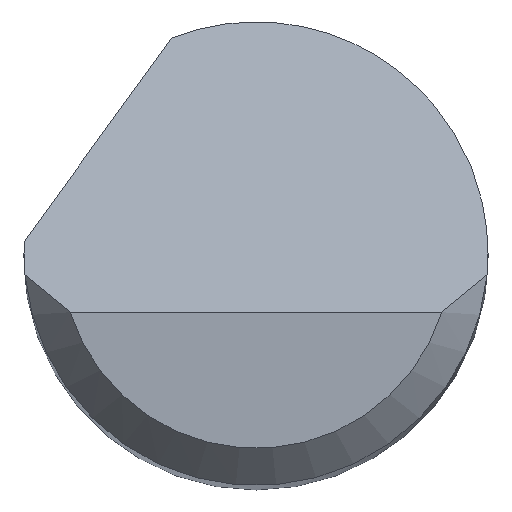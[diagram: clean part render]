
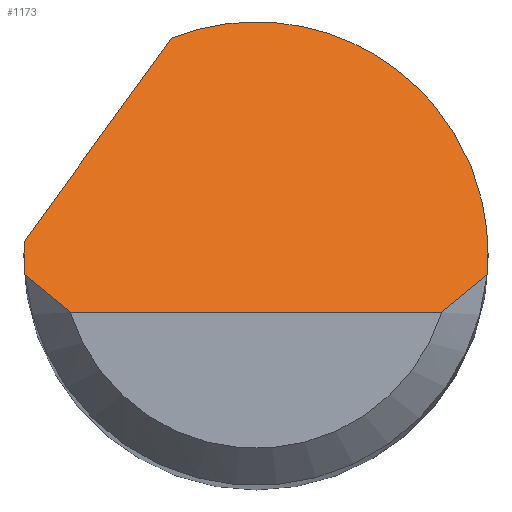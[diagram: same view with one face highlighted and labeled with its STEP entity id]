
A CAD part, top view. The second image highlights one B-rep face of the part: STEP entity #1173.
In plain terms, the highlighted planar face has unit normal (0, 0.707, 0.707).
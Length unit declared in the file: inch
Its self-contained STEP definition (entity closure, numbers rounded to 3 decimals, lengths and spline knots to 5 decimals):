
#4 = CARTESIAN_POINT ( 'NONE',  ( -0.09375, -0.02375, 1.5 ) ) ;
#12 = CARTESIAN_POINT ( 'NONE',  ( -0.08761, -0.01397, 1.49022 ) ) ;
#23 =( BOUNDED_CURVE ( )  B_SPLINE_CURVE ( 3, ( #1113, #632, #809, #113 ),
 .UNSPECIFIED., .F., .T. ) 
 B_SPLINE_CURVE_WITH_KNOTS ( ( 4, 4 ),
 ( 4.61892, 4.71239 ),
 .UNSPECIFIED. ) 
 CURVE ( )  GEOMETRIC_REPRESENTATION_ITEM ( )  RATIONAL_B_SPLINE_CURVE ( ( 1., 0.999, 0.999, 1. ) ) 
 REPRESENTATION_ITEM ( '' )  );
#25 = EDGE_CURVE ( 'NONE', #1184, #1170, #23, .T. ) ;
#38 = VERTEX_POINT ( 'NONE', #997 ) ;
#44 = EDGE_CURVE ( 'NONE', #1184, #38, #1138, .T. ) ;
#45 = ORIENTED_EDGE ( 'NONE', *, *, #1027, .F. ) ;
#63 =( BOUNDED_CURVE ( )  B_SPLINE_CURVE ( 3, ( #88, #291, #1268, #174 ),
 .UNSPECIFIED., .F., .T. ) 
 B_SPLINE_CURVE_WITH_KNOTS ( ( 4, 4 ),
 ( 4.71239, 4.76575 ),
 .UNSPECIFIED. ) 
 CURVE ( )  GEOMETRIC_REPRESENTATION_ITEM ( )  RATIONAL_B_SPLINE_CURVE ( ( 1., 1., 1., 1. ) ) 
 REPRESENTATION_ITEM ( '' )  );
#66 = CARTESIAN_POINT ( 'NONE',  ( -0.11014, -0.01781, 1.49406 ) ) ;
#88 = CARTESIAN_POINT ( 'NONE',  ( -0.09375, 0., 1.47625 ) ) ;
#100 = DIRECTION ( 'NONE',  ( 0., -0.707, -0.707 ) ) ;
#109 = VERTEX_POINT ( 'NONE', #728 ) ;
#113 = CARTESIAN_POINT ( 'NONE',  ( -0.09375, 0., 1.47625 ) ) ;
#126 = CARTESIAN_POINT ( 'NONE',  ( -0.07508, -0.02375, 1.5 ) ) ;
#157 = LINE ( 'NONE', #66, #475 ) ;
#166 = CARTESIAN_POINT ( 'NONE',  ( 0.09334, -0.00875, 1.485 ) ) ;
#174 = CARTESIAN_POINT ( 'NONE',  ( -0.09362, 0.005, 1.47125 ) ) ;
#178 = CARTESIAN_POINT ( 'NONE',  ( 0.09334, -0.00875, 1.485 ) ) ;
#195 =( BOUNDED_CURVE ( )  B_SPLINE_CURVE ( 3, ( #657, #1051, #948, #448 ),
 .UNSPECIFIED., .F., .F. ) 
 B_SPLINE_CURVE_WITH_KNOTS ( ( 4, 4 ),
 ( 5.91277, 7.85398 ),
 .UNSPECIFIED. ) 
 CURVE ( )  GEOMETRIC_REPRESENTATION_ITEM ( )  RATIONAL_B_SPLINE_CURVE ( ( 1., 0.71, 0.71, 1. ) ) 
 REPRESENTATION_ITEM ( '' )  );
#215 = CARTESIAN_POINT ( 'NONE',  ( 0.09375, 0., 1.47625 ) ) ;
#217 = CARTESIAN_POINT ( 'NONE',  ( -0.09334, -0.00875, 1.485 ) ) ;
#269 = CARTESIAN_POINT ( 'NONE',  ( 0.08761, -0.01397, 1.49022 ) ) ;
#276 = DIRECTION ( 'NONE',  ( 0., 0.707, -0.707 ) ) ;
#285 = CARTESIAN_POINT ( 'NONE',  ( 0.09334, -0.00875, 1.485 ) ) ;
#291 = CARTESIAN_POINT ( 'NONE',  ( -0.09375, 0.00167, 1.47458 ) ) ;
#336 = LINE ( 'NONE', #1140, #1003 ) ;
#395 = CARTESIAN_POINT ( 'NONE',  ( 0.09375, 0., 1.47625 ) ) ;
#402 = VERTEX_POINT ( 'NONE', #166 ) ;
#448 = CARTESIAN_POINT ( 'NONE',  ( 0.09375, 0., 1.47625 ) ) ;
#459 = CARTESIAN_POINT ( 'NONE',  ( -0.09334, -0.00875, 1.485 ) ) ;
#475 = VECTOR ( 'NONE', #856, 39.37008 ) ;
#494 = VERTEX_POINT ( 'NONE', #215 ) ;
#519 = ORIENTED_EDGE ( 'NONE', *, *, #25, .F. ) ;
#632 = CARTESIAN_POINT ( 'NONE',  ( -0.09361, -0.00584, 1.48209 ) ) ;
#657 = CARTESIAN_POINT ( 'NONE',  ( -0.03394, 0.08739, 1.38886 ) ) ;
#677 = FACE_OUTER_BOUND ( 'NONE', #1194, .T. ) ;
#691 = CARTESIAN_POINT ( 'NONE',  ( 0.07508, -0.02375, 1.5 ) ) ;
#708 = CARTESIAN_POINT ( 'NONE',  ( 0.07508, -0.02375, 1.5 ) ) ;
#728 = CARTESIAN_POINT ( 'NONE',  ( -0.03394, 0.08739, 1.38886 ) ) ;
#780 = CARTESIAN_POINT ( 'NONE',  ( 0.08157, -0.019, 1.49525 ) ) ;
#787 = EDGE_CURVE ( 'NONE', #494, #402, #823, .T. ) ;
#796 = EDGE_CURVE ( 'NONE', #1170, #973, #63, .T. ) ;
#809 = CARTESIAN_POINT ( 'NONE',  ( -0.09375, -0.00292, 1.47917 ) ) ;
#823 =( BOUNDED_CURVE ( )  B_SPLINE_CURVE ( 3, ( #395, #978, #1185, #285 ),
 .UNSPECIFIED., .F., .T. ) 
 B_SPLINE_CURVE_WITH_KNOTS ( ( 4, 4 ),
 ( 1.5708, 1.66427 ),
 .UNSPECIFIED. ) 
 CURVE ( )  GEOMETRIC_REPRESENTATION_ITEM ( )  RATIONAL_B_SPLINE_CURVE ( ( 1., 0.999, 0.999, 1. ) ) 
 REPRESENTATION_ITEM ( '' )  );
#840 = ORIENTED_EDGE ( 'NONE', *, *, #44, .T. ) ;
#856 = DIRECTION ( 'NONE',  ( 0.456, 0.629, -0.629 ) ) ;
#935 = VERTEX_POINT ( 'NONE', #708 ) ;
#948 = CARTESIAN_POINT ( 'NONE',  ( 0.09375, 0.07266, 1.40359 ) ) ;
#973 = VERTEX_POINT ( 'NONE', #1114 ) ;
#977 = ORIENTED_EDGE ( 'NONE', *, *, #1108, .T. ) ;
#978 = CARTESIAN_POINT ( 'NONE',  ( 0.09375, -0.00292, 1.47917 ) ) ;
#979 = ORIENTED_EDGE ( 'NONE', *, *, #1019, .T. ) ;
#997 = CARTESIAN_POINT ( 'NONE',  ( -0.07508, -0.02375, 1.5 ) ) ;
#1003 = VECTOR ( 'NONE', #1234, 39.37008 ) ;
#1007 = ORIENTED_EDGE ( 'NONE', *, *, #1101, .F. ) ;
#1019 = EDGE_CURVE ( 'NONE', #38, #935, #336, .T. ) ;
#1027 = EDGE_CURVE ( 'NONE', #109, #494, #195, .T. ) ;
#1048 = B_SPLINE_CURVE_WITH_KNOTS ( 'NONE', 3,
 ( #691, #780, #269, #178 ),
 .UNSPECIFIED., .F., .F.,
 ( 4, 4 ),
 ( 0., 0.00071 ),
 .UNSPECIFIED. ) ;
#1051 = CARTESIAN_POINT ( 'NONE',  ( 0.03379, 0.11369, 1.36256 ) ) ;
#1070 = CARTESIAN_POINT ( 'NONE',  ( -0.09375, 0., 1.47625 ) ) ;
#1086 = ORIENTED_EDGE ( 'NONE', *, *, #787, .F. ) ;
#1101 = EDGE_CURVE ( 'NONE', #973, #109, #157, .T. ) ;
#1108 = EDGE_CURVE ( 'NONE', #935, #402, #1048, .T. ) ;
#1113 = CARTESIAN_POINT ( 'NONE',  ( -0.09334, -0.00875, 1.485 ) ) ;
#1114 = CARTESIAN_POINT ( 'NONE',  ( -0.09362, 0.005, 1.47125 ) ) ;
#1138 = B_SPLINE_CURVE_WITH_KNOTS ( 'NONE', 3,
 ( #217, #12, #1216, #126 ),
 .UNSPECIFIED., .F., .F.,
 ( 4, 4 ),
 ( 0., 0.00071 ),
 .UNSPECIFIED. ) ;
#1140 = CARTESIAN_POINT ( 'NONE',  ( 0., -0.02375, 1.5 ) ) ;
#1165 = ORIENTED_EDGE ( 'NONE', *, *, #796, .F. ) ;
#1170 = VERTEX_POINT ( 'NONE', #1070 ) ;
#1173 = ADVANCED_FACE ( 'NONE', ( #677 ), #1265, .F. ) ;
#1184 = VERTEX_POINT ( 'NONE', #459 ) ;
#1185 = CARTESIAN_POINT ( 'NONE',  ( 0.09361, -0.00584, 1.48209 ) ) ;
#1194 = EDGE_LOOP ( 'NONE', ( #979, #977, #1086, #45, #1007, #1165, #519, #840 ) ) ;
#1216 = CARTESIAN_POINT ( 'NONE',  ( -0.08157, -0.019, 1.49525 ) ) ;
#1230 = AXIS2_PLACEMENT_3D ( 'NONE', #4, #100, #276 ) ;
#1234 = DIRECTION ( 'NONE',  ( 1., 0., 0. ) ) ;
#1265 = PLANE ( 'NONE',  #1230 ) ;
#1268 = CARTESIAN_POINT ( 'NONE',  ( -0.09371, 0.00333, 1.47292 ) ) ;
